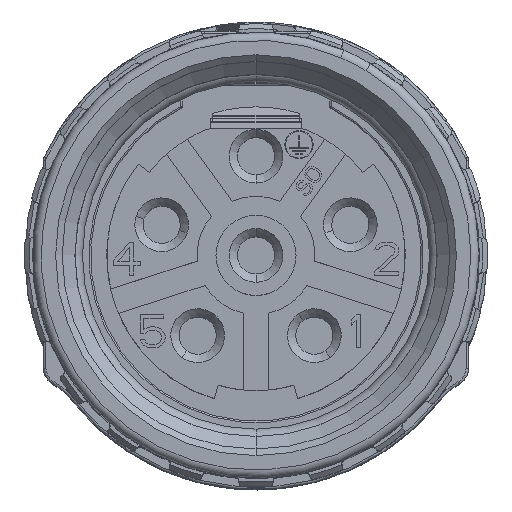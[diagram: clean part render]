
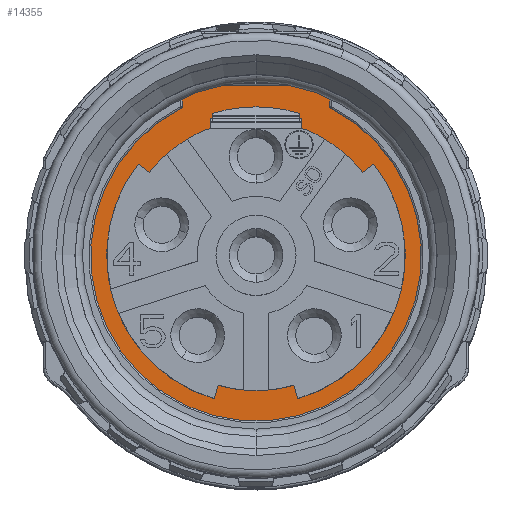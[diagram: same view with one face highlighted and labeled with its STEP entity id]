
A CAD part, top view. The second image highlights one B-rep face of the part: STEP entity #14355.
In plain terms, the highlighted planar face has unit normal (0, 0, 1).
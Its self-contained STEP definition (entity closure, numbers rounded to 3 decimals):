
#1160=DIRECTION('',(0.766,-0.643,0.));
#1161=VECTOR('',#1160,1.229);
#1162=CARTESIAN_POINT('',(3.481,10.284,-4.85));
#1163=LINE('',#1162,#1161);
#1190=CARTESIAN_POINT('',(0.,0.,-4.85));
#1191=DIRECTION('',(0.,0.,-1.));
#1192=DIRECTION('',(0.451,0.893,0.));
#1193=AXIS2_PLACEMENT_3D('',#1190,#1191,#1192);
#1208=CARTESIAN_POINT('',(4.513,8.931,-4.85));
#1209=CARTESIAN_POINT('',(4.501,8.937,-4.85));
#1210=CARTESIAN_POINT('',(4.482,8.952,-4.85));
#1211=CARTESIAN_POINT('',(4.462,8.984,-4.85));
#1212=CARTESIAN_POINT('',(4.458,9.008,-4.85));
#1213=CARTESIAN_POINT('',(4.458,9.02,-4.85));
#1220=DIRECTION('',(0.,-1.,0.));
#1221=VECTOR('',#1220,0.397);
#1222=CARTESIAN_POINT('',(4.458,9.418,-4.85));
#1223=LINE('',#1222,#1221);
#1237=CARTESIAN_POINT('',(4.422,9.495,-4.85));
#1238=CARTESIAN_POINT('',(4.446,9.475,-4.85));
#1239=CARTESIAN_POINT('',(4.458,9.449,-4.85));
#1240=CARTESIAN_POINT('',(4.458,9.418,-4.85));
#1339=DIRECTION('',(0.766,0.643,0.));
#1340=VECTOR('',#1339,1.229);
#1341=CARTESIAN_POINT('',(-4.422,9.495,-4.85));
#1342=LINE('',#1341,#1340);
#1369=CARTESIAN_POINT('',(-4.458,9.418,-4.85));
#1370=CARTESIAN_POINT('',(-4.458,9.449,-4.85));
#1371=CARTESIAN_POINT('',(-4.446,9.475,-4.85));
#1372=CARTESIAN_POINT('',(-4.422,9.495,-4.85));
#1381=DIRECTION('',(0.,1.,0.));
#1382=VECTOR('',#1381,0.397);
#1383=CARTESIAN_POINT('',(-4.458,9.02,-4.85));
#1384=LINE('',#1383,#1382);
#1398=CARTESIAN_POINT('',(-4.458,9.02,-4.85));
#1399=CARTESIAN_POINT('',(-4.458,9.008,-4.85));
#1400=CARTESIAN_POINT('',(-4.462,8.984,-4.85));
#1401=CARTESIAN_POINT('',(-4.482,8.952,-4.85));
#1402=CARTESIAN_POINT('',(-4.501,8.937,-4.85));
#1403=CARTESIAN_POINT('',(-4.513,8.931,-4.85));
#1474=CARTESIAN_POINT('',(3.416,10.308,-4.85));
#1475=CARTESIAN_POINT('',(3.441,10.308,-4.85));
#1476=CARTESIAN_POINT('',(3.462,10.3,-4.85));
#1477=CARTESIAN_POINT('',(3.481,10.284,-4.85));
#1486=DIRECTION('',(1.,0.,0.));
#1487=VECTOR('',#1486,6.833);
#1488=CARTESIAN_POINT('',(-3.416,10.308,-4.85));
#1489=LINE('',#1488,#1487);
#1528=CARTESIAN_POINT('',(-3.481,10.284,-4.85));
#1529=CARTESIAN_POINT('',(-3.462,10.3,-4.85));
#1530=CARTESIAN_POINT('',(-3.441,10.308,-4.85));
#1531=CARTESIAN_POINT('',(-3.416,10.308,-4.85));
#1702=DIRECTION('',(0.791,-0.612,0.));
#1703=VECTOR('',#1702,0.85);
#1704=CARTESIAN_POINT('',(-7.136,5.525,-4.85));
#1705=LINE('',#1704,#1703);
#1710=CARTESIAN_POINT('',(0.,0.,-4.85));
#1711=DIRECTION('',(0.,0.,-1.));
#1712=DIRECTION('',(-0.791,0.612,0.));
#1713=AXIS2_PLACEMENT_3D('',#1710,#1711,#1712);
#1719=DIRECTION('',(0.,-1.,0.));
#1720=VECTOR('',#1719,0.854);
#1721=CARTESIAN_POINT('',(-2.625,8.596,-4.85));
#1722=LINE('',#1721,#1720);
#1750=CARTESIAN_POINT('',(0.,0.,-4.85));
#1751=DIRECTION('',(0.,0.,-1.));
#1752=DIRECTION('',(-0.292,0.956,0.));
#1753=AXIS2_PLACEMENT_3D('',#1750,#1751,#1752);
#1755=DIRECTION('',(0.,-1.,0.));
#1756=VECTOR('',#1755,0.854);
#1757=CARTESIAN_POINT('',(2.625,8.596,-4.85));
#1758=LINE('',#1757,#1756);
#1786=CARTESIAN_POINT('',(0.,0.,-4.85));
#1787=DIRECTION('',(0.,0.,-1.));
#1788=DIRECTION('',(0.321,0.947,0.));
#1789=AXIS2_PLACEMENT_3D('',#1786,#1787,#1788);
#1795=DIRECTION('',(0.791,0.612,0.));
#1796=VECTOR('',#1795,0.85);
#1797=CARTESIAN_POINT('',(6.464,5.005,-4.85));
#1798=LINE('',#1797,#1796);
#1803=CARTESIAN_POINT('',(0.,0.,-4.85));
#1804=DIRECTION('',(0.,0.,-1.));
#1805=DIRECTION('',(0.791,0.612,0.));
#1806=AXIS2_PLACEMENT_3D('',#1803,#1804,#1805);
#1812=DIRECTION('',(-0.28,0.96,0.));
#1813=VECTOR('',#1812,0.85);
#1814=CARTESIAN_POINT('',(2.525,-8.664,-4.85));
#1815=LINE('',#1814,#1813);
#1820=CARTESIAN_POINT('',(0.,0.,-4.85));
#1821=DIRECTION('',(0.,0.,-1.));
#1822=DIRECTION('',(0.28,-0.96,0.));
#1823=AXIS2_PLACEMENT_3D('',#1820,#1821,#1822);
#1829=DIRECTION('',(-0.28,-0.96,0.));
#1830=VECTOR('',#1829,0.85);
#1831=CARTESIAN_POINT('',(-2.288,-7.848,-4.85));
#1832=LINE('',#1831,#1830);
#1837=CARTESIAN_POINT('',(0.,0.,-4.85));
#1838=DIRECTION('',(0.,0.,-1.));
#1839=DIRECTION('',(-0.28,-0.96,0.));
#1840=AXIS2_PLACEMENT_3D('',#1837,#1838,#1839);
#12630=CARTESIAN_POINT('',(4.513,8.931,-4.85));
#12631=CARTESIAN_POINT('',(-4.513,8.931,-4.85));
#12632=VERTEX_POINT('',#12630);
#12633=VERTEX_POINT('',#12631);
#12638=CARTESIAN_POINT('',(4.458,9.418,-4.85));
#12639=CARTESIAN_POINT('',(4.458,9.02,-4.85));
#12640=VERTEX_POINT('',#12638);
#12641=VERTEX_POINT('',#12639);
#12642=CARTESIAN_POINT('',(-4.458,9.02,-4.85));
#12643=CARTESIAN_POINT('',(-4.458,9.418,-4.85));
#12644=VERTEX_POINT('',#12642);
#12645=VERTEX_POINT('',#12643);
#12646=CARTESIAN_POINT('',(3.481,10.284,-4.85));
#12647=CARTESIAN_POINT('',(4.422,9.495,-4.85));
#12648=VERTEX_POINT('',#12646);
#12649=VERTEX_POINT('',#12647);
#12650=CARTESIAN_POINT('',(-4.422,9.495,-4.85));
#12651=CARTESIAN_POINT('',(-3.481,10.284,-4.85));
#12652=VERTEX_POINT('',#12650);
#12653=VERTEX_POINT('',#12651);
#12662=CARTESIAN_POINT('',(-3.416,10.308,-4.85));
#12663=CARTESIAN_POINT('',(3.416,10.308,-4.85));
#12664=VERTEX_POINT('',#12662);
#12665=VERTEX_POINT('',#12663);
#12674=CARTESIAN_POINT('',(-7.136,5.525,-4.85));
#12675=CARTESIAN_POINT('',(-6.464,5.005,-4.85));
#12676=VERTEX_POINT('',#12674);
#12677=VERTEX_POINT('',#12675);
#12678=CARTESIAN_POINT('',(-2.625,7.742,-4.85));
#12679=VERTEX_POINT('',#12678);
#12680=CARTESIAN_POINT('',(2.625,7.742,-4.85));
#12681=CARTESIAN_POINT('',(6.464,5.005,-4.85));
#12682=VERTEX_POINT('',#12680);
#12683=VERTEX_POINT('',#12681);
#12684=CARTESIAN_POINT('',(7.136,5.525,-4.85));
#12685=VERTEX_POINT('',#12684);
#12686=CARTESIAN_POINT('',(2.525,-8.664,-4.85));
#12687=VERTEX_POINT('',#12686);
#12688=CARTESIAN_POINT('',(2.288,-7.848,-4.85));
#12689=VERTEX_POINT('',#12688);
#12690=CARTESIAN_POINT('',(-2.288,-7.848,-4.85));
#12691=VERTEX_POINT('',#12690);
#12692=CARTESIAN_POINT('',(-2.525,-8.664,-4.85));
#12693=VERTEX_POINT('',#12692);
#12694=CARTESIAN_POINT('',(-2.625,8.596,-4.85));
#12695=VERTEX_POINT('',#12694);
#12696=CARTESIAN_POINT('',(2.625,8.596,-4.85));
#12697=VERTEX_POINT('',#12696);
#14299=CARTESIAN_POINT('',(0.,0.,-4.85));
#14300=DIRECTION('',(0.,0.,1.));
#14301=DIRECTION('',(0.,1.,0.));
#14302=AXIS2_PLACEMENT_3D('',#14299,#14300,#14301);
#14303=PLANE('',#14302);
#14305=ORIENTED_EDGE('',*,*,#14304,.T.);
#14307=ORIENTED_EDGE('',*,*,#14306,.F.);
#14309=ORIENTED_EDGE('',*,*,#14308,.T.);
#14311=ORIENTED_EDGE('',*,*,#14310,.T.);
#14313=ORIENTED_EDGE('',*,*,#14312,.T.);
#14315=ORIENTED_EDGE('',*,*,#14314,.T.);
#14317=ORIENTED_EDGE('',*,*,#14316,.T.);
#14319=ORIENTED_EDGE('',*,*,#14318,.T.);
#14320=ORIENTED_EDGE('',*,*,#14284,.T.);
#14322=ORIENTED_EDGE('',*,*,#14321,.T.);
#14324=ORIENTED_EDGE('',*,*,#14323,.T.);
#14326=ORIENTED_EDGE('',*,*,#14325,.F.);
#14327=EDGE_LOOP('',(#14305,#14307,#14309,#14311,#14313,#14315,#14317,#14319,
#14320,#14322,#14324,#14326));
#14328=FACE_OUTER_BOUND('',#14327,.F.);
#14330=ORIENTED_EDGE('',*,*,#14329,.F.);
#14332=ORIENTED_EDGE('',*,*,#14331,.F.);
#14334=ORIENTED_EDGE('',*,*,#14333,.F.);
#14336=ORIENTED_EDGE('',*,*,#14335,.F.);
#14338=ORIENTED_EDGE('',*,*,#14337,.F.);
#14340=ORIENTED_EDGE('',*,*,#14339,.F.);
#14342=ORIENTED_EDGE('',*,*,#14341,.F.);
#14344=ORIENTED_EDGE('',*,*,#14343,.F.);
#14346=ORIENTED_EDGE('',*,*,#14345,.F.);
#14348=ORIENTED_EDGE('',*,*,#14347,.F.);
#14350=ORIENTED_EDGE('',*,*,#14349,.T.);
#14352=ORIENTED_EDGE('',*,*,#14351,.F.);
#14353=EDGE_LOOP('',(#14330,#14332,#14334,#14336,#14338,#14340,#14342,#14344,
#14346,#14348,#14350,#14352));
#14354=FACE_BOUND('',#14353,.F.);
#1194=CIRCLE('',#1193,10.007);
#1214=B_SPLINE_CURVE_WITH_KNOTS('',3,(#1208,#1209,#1210,#1211,#1212,#1213),
.UNSPECIFIED.,.F.,.F.,(4,1,1,4),(0.,0.333,0.667,1.),
.UNSPECIFIED.);
#1241=B_SPLINE_CURVE_WITH_KNOTS('',3,(#1237,#1238,#1239,#1240),.UNSPECIFIED.,
.F.,.F.,(4,4),(0.,1.),.UNSPECIFIED.);
#1373=B_SPLINE_CURVE_WITH_KNOTS('',3,(#1369,#1370,#1371,#1372),.UNSPECIFIED.,
.F.,.F.,(4,4),(0.,1.),.UNSPECIFIED.);
#1404=B_SPLINE_CURVE_WITH_KNOTS('',3,(#1398,#1399,#1400,#1401,#1402,#1403),
.UNSPECIFIED.,.F.,.F.,(4,1,1,4),(0.,0.333,0.667,1.),
.UNSPECIFIED.);
#1478=B_SPLINE_CURVE_WITH_KNOTS('',3,(#1474,#1475,#1476,#1477),.UNSPECIFIED.,
.F.,.F.,(4,4),(0.,1.),.UNSPECIFIED.);
#1532=B_SPLINE_CURVE_WITH_KNOTS('',3,(#1528,#1529,#1530,#1531),.UNSPECIFIED.,
.F.,.F.,(4,4),(0.,1.),.UNSPECIFIED.);
#1714=CIRCLE('',#1713,8.175);
#1754=CIRCLE('',#1753,8.988);
#1790=CIRCLE('',#1789,8.175);
#1807=CIRCLE('',#1806,9.025);
#1824=CIRCLE('',#1823,8.175);
#1841=CIRCLE('',#1840,9.025);
#14284=EDGE_CURVE('',#12648,#12649,#1163,.T.);
#14304=EDGE_CURVE('',#12632,#12633,#1194,.T.);
#14306=EDGE_CURVE('',#12644,#12633,#1404,.T.);
#14308=EDGE_CURVE('',#12644,#12645,#1384,.T.);
#14310=EDGE_CURVE('',#12645,#12652,#1373,.T.);
#14312=EDGE_CURVE('',#12652,#12653,#1342,.T.);
#14314=EDGE_CURVE('',#12653,#12664,#1532,.T.);
#14316=EDGE_CURVE('',#12664,#12665,#1489,.T.);
#14318=EDGE_CURVE('',#12665,#12648,#1478,.T.);
#14321=EDGE_CURVE('',#12649,#12640,#1241,.T.);
#14323=EDGE_CURVE('',#12640,#12641,#1223,.T.);
#14325=EDGE_CURVE('',#12632,#12641,#1214,.T.);
#14329=EDGE_CURVE('',#12676,#12677,#1705,.T.);
#14331=EDGE_CURVE('',#12693,#12676,#1841,.T.);
#14333=EDGE_CURVE('',#12691,#12693,#1832,.T.);
#14335=EDGE_CURVE('',#12689,#12691,#1824,.T.);
#14337=EDGE_CURVE('',#12687,#12689,#1815,.T.);
#14339=EDGE_CURVE('',#12685,#12687,#1807,.T.);
#14341=EDGE_CURVE('',#12683,#12685,#1798,.T.);
#14343=EDGE_CURVE('',#12682,#12683,#1790,.T.);
#14345=EDGE_CURVE('',#12697,#12682,#1758,.T.);
#14347=EDGE_CURVE('',#12695,#12697,#1754,.T.);
#14349=EDGE_CURVE('',#12695,#12679,#1722,.T.);
#14351=EDGE_CURVE('',#12677,#12679,#1714,.T.);
#14355=ADVANCED_FACE('',(#14328,#14354),#14303,.T.);
